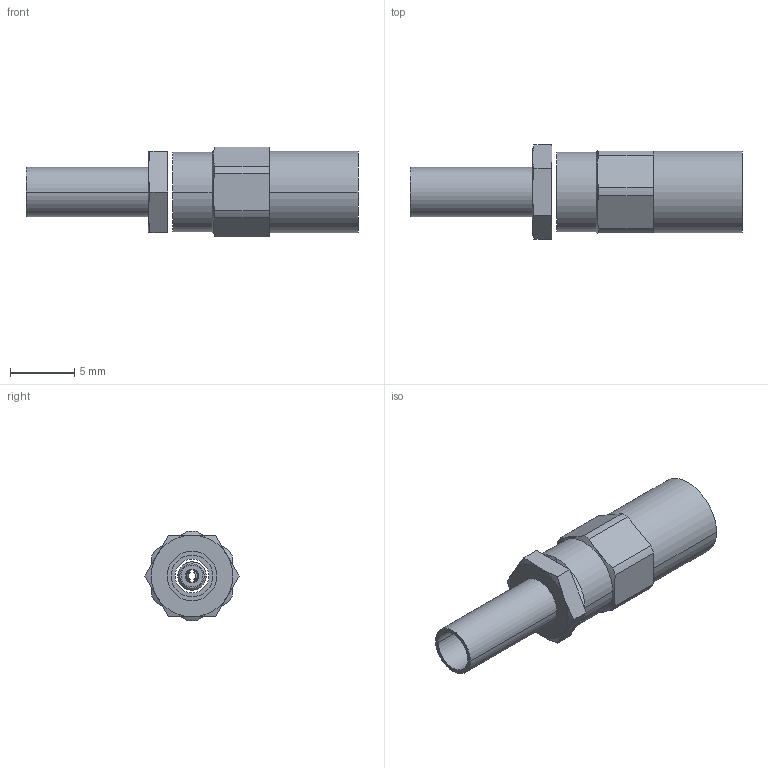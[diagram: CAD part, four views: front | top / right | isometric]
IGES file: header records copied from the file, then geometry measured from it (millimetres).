
Start section:  PTC IGES file: 903-nm285p-51s.igs
Global section: file name: 903-nm285p-51s.igs; native system: Pro/ENGINEER by Parametric Technology Corporation; preprocessor: 2008010; author: rkarthik; organization: Unknown; date: 20100222.083729; units: millimetre
Bounding box: 25.88 x 7.33 x 7 mm (x, y, z)
Surface area: 707.7 mm2 (no closed solid volume)
Topology: 0 solids, 0 shells, 70 faces, 338 edges, 338 vertices
Faces by surface type: revolution 45, bspline 25
